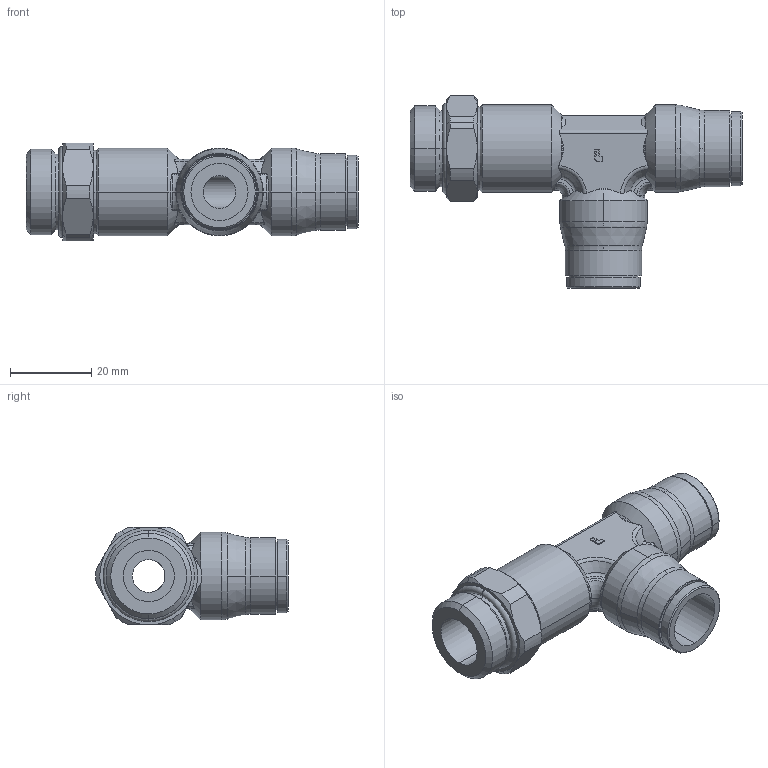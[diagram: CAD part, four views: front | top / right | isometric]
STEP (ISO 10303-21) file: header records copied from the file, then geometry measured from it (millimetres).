
FILE_DESCRIPTION(('STEP AP214'),'1');
FILE_NAME('3693_14_21.stp','2016-07-07T14:19:18',('TraceParts'),('TraceParts S.A.'),'Spatial InterOp 3D',' ',' ');
FILE_SCHEMA(('automotive_design'));
Length unit declared in the file: millimetre
Products named in the file (1): 1
Bounding box: 81.5 x 47.24 x 24 mm (x, y, z)
Volume: 21612 mm3; surface area: 11943.7 mm2
Topology: 1 solids, 1 shells, 216 faces, 555 edges, 352 vertices
Faces by surface type: cylinder 64, cone 56, torus 50, plane 46
Entity records: 7466 total; most frequent: CARTESIAN_POINT 2328, ORIENTED_EDGE 1110, DIRECTION 1097, EDGE_CURVE 555, AXIS2_PLACEMENT_3D 477, VERTEX_POINT 352, CIRCLE 258, EDGE_LOOP 231
